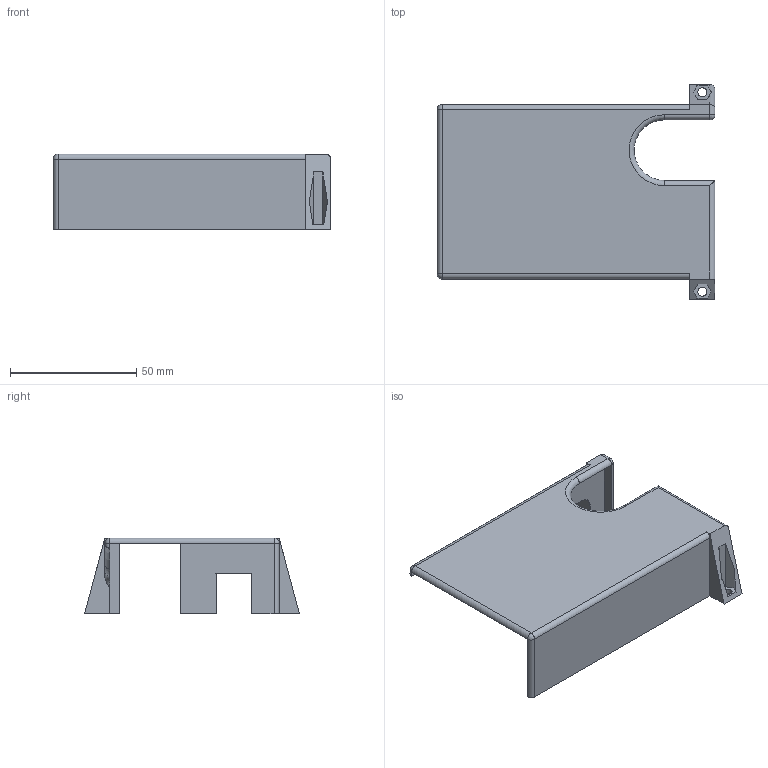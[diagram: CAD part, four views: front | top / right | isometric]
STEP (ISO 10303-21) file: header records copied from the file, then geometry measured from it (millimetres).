
FILE_DESCRIPTION(/* description */ (''),/* implementation_level */ '2;1');
FILE_NAME(/* name */ 'G004176_Cycl_Tapa_Electrónica.stp',/* time_stamp */ '2015-09-04T18:39:50+02:00',/* author */ ('jnazabal'),/* organization */ (''),/* preprocessor_version */ 'ST-DEVELOPER v15.6',/* originating_system */ 'Autodesk Inventor 2015',/* authorisation */ '');
FILE_SCHEMA (('AUTOMOTIVE_DESIGN { 1 0 10303 214 3 1 1 }'));
Length unit declared in the file: millimetre
Products named in the file (1): G004176_Cycl_Tapa_Electrónica
Bounding box: 110 x 85 x 30 mm (x, y, z)
Volume: 24300.4 mm3; surface area: 25414.1 mm2
Topology: 1 solids, 1 shells, 59 faces, 151 edges, 96 vertices
Faces by surface type: plane 31, cylinder 21, torus 4, sphere 3
Full cylindrical faces by diameter (mm): 3.5 x2
Entity records: 1806 total; most frequent: DIRECTION 314, CARTESIAN_POINT 312, ORIENTED_EDGE 298, EDGE_CURVE 149, AXIS2_PLACEMENT_3D 106, LINE 102, VECTOR 102, VERTEX_POINT 96
